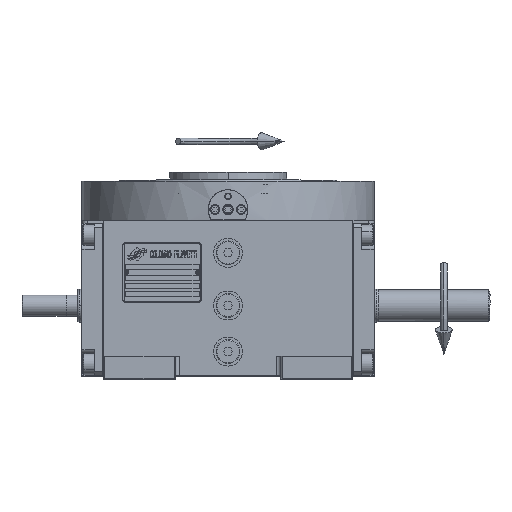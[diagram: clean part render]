
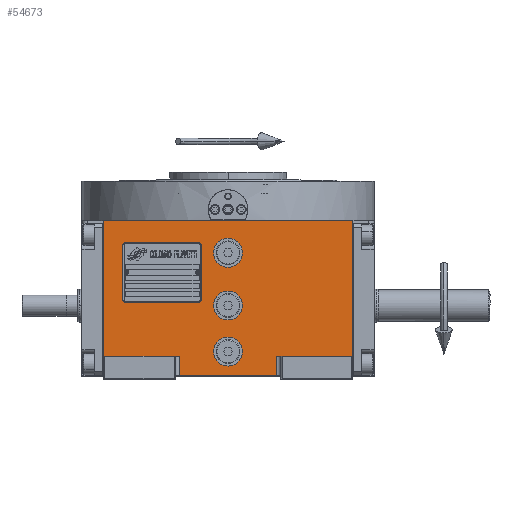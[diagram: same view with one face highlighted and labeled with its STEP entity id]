
A CAD part, top view. The second image highlights one B-rep face of the part: STEP entity #54673.
In plain terms, the highlighted planar face has unit normal (0, 0, 1).
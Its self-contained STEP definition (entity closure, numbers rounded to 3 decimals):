
#104 = ORIENTED_EDGE ( 'NONE', *, *, #66320, .F. ) ;
#155 = CARTESIAN_POINT ( 'NONE',  ( -11., 40., 163.5 ) ) ;
#325 = CARTESIAN_POINT ( 'NONE',  ( -11., 0., 163.5 ) ) ;
#694 = ORIENTED_EDGE ( 'NONE', *, *, #22063, .T. ) ;
#1441 = DIRECTION ( 'NONE',  ( 1., 0., 0. ) ) ;
#1644 = DIRECTION ( 'NONE',  ( -1., 0., 0. ) ) ;
#2253 = FACE_BOUND ( 'NONE', #15785, .T. ) ;
#5546 = CARTESIAN_POINT ( 'NONE',  ( 0., 0., 163.5 ) ) ;
#5563 = AXIS2_PLACEMENT_3D ( 'NONE', #59179, #37968, #1441 ) ;
#5566 = DIRECTION ( 'NONE',  ( 1., 0., 0. ) ) ;
#5842 = VERTEX_POINT ( 'NONE', #57722 ) ;
#7471 = CARTESIAN_POINT ( 'NONE',  ( 37., -53.5, 163.5 ) ) ;
#7634 = DIRECTION ( 'NONE',  ( 1., 0., 0. ) ) ;
#7796 = EDGE_LOOP ( 'NONE', ( #56791, #13766 ) ) ;
#7996 = EDGE_CURVE ( 'NONE', #38247, #35655, #66844, .T. ) ;
#9172 = CARTESIAN_POINT ( 'NONE',  ( -94.5, -53.5, 163.5 ) ) ;
#9354 = AXIS2_PLACEMENT_3D ( 'NONE', #18315, #12418, #1644 ) ;
#9607 = DIRECTION ( 'NONE',  ( 1., 0., 0. ) ) ;
#9773 = DIRECTION ( 'NONE',  ( 0., 0., 1. ) ) ;
#9810 = CARTESIAN_POINT ( 'NONE',  ( -94.5, -38.5, 163.5 ) ) ;
#11302 = EDGE_CURVE ( 'NONE', #24460, #35655, #25300, .T. ) ;
#11585 = CARTESIAN_POINT ( 'NONE',  ( -11., -35., 163.5 ) ) ;
#11616 = AXIS2_PLACEMENT_3D ( 'NONE', #9172, #67226, #25176 ) ;
#12418 = DIRECTION ( 'NONE',  ( 0., 0., 1. ) ) ;
#13510 = VERTEX_POINT ( 'NONE', #9810 ) ;
#13626 = AXIS2_PLACEMENT_3D ( 'NONE', #51524, #46344, #67535 ) ;
#13766 = ORIENTED_EDGE ( 'NONE', *, *, #22320, .F. ) ;
#13790 = ORIENTED_EDGE ( 'NONE', *, *, #49981, .T. ) ;
#14428 = CARTESIAN_POINT ( 'NONE',  ( 37., -38.5, 163.5 ) ) ;
#14686 = VERTEX_POINT ( 'NONE', #68184 ) ;
#15785 = EDGE_LOOP ( 'NONE', ( #104, #48755 ) ) ;
#15886 = VECTOR ( 'NONE', #46511, 1000. ) ;
#16277 = AXIS2_PLACEMENT_3D ( 'NONE', #47405, #30729, #68595 ) ;
#16328 = EDGE_CURVE ( 'NONE', #58453, #36598, #68346, .T. ) ;
#16781 = AXIS2_PLACEMENT_3D ( 'NONE', #26778, #9773, #5566 ) ;
#17899 = DIRECTION ( 'NONE',  ( 0., 1., 0. ) ) ;
#18050 = LINE ( 'NONE', #39268, #27126 ) ;
#18315 = CARTESIAN_POINT ( 'NONE',  ( 0., -35., 163.5 ) ) ;
#19103 = EDGE_CURVE ( 'NONE', #13510, #38247, #29616, .T. ) ;
#19931 = CARTESIAN_POINT ( 'NONE',  ( 37., -38.5, 163.5 ) ) ;
#21301 = LINE ( 'NONE', #19931, #33579 ) ;
#22063 = EDGE_CURVE ( 'NONE', #42016, #39848, #18050, .T. ) ;
#22320 = EDGE_CURVE ( 'NONE', #63383, #5842, #23799, .T. ) ;
#22896 = VECTOR ( 'NONE', #56468, 1000. ) ;
#23002 = ORIENTED_EDGE ( 'NONE', *, *, #39676, .T. ) ;
#23352 = EDGE_LOOP ( 'NONE', ( #694, #64020, #13790, #48852, #61053, #58463, #23002, #53185 ) ) ;
#23458 = FACE_OUTER_BOUND ( 'NONE', #23352, .T. ) ;
#23799 = CIRCLE ( 'NONE', #9354, 11. ) ;
#24460 = VERTEX_POINT ( 'NONE', #54020 ) ;
#25176 = DIRECTION ( 'NONE',  ( 1., 0., 0. ) ) ;
#25300 = LINE ( 'NONE', #66330, #15886 ) ;
#25710 = VERTEX_POINT ( 'NONE', #155 ) ;
#26204 = VECTOR ( 'NONE', #17899, 1000. ) ;
#26778 = CARTESIAN_POINT ( 'NONE',  ( 0., 0., 163.5 ) ) ;
#27126 = VECTOR ( 'NONE', #7634, 1000. ) ;
#27399 = CIRCLE ( 'NONE', #16277, 11. ) ;
#29308 = EDGE_CURVE ( 'NONE', #36598, #58453, #50060, .T. ) ;
#29616 = LINE ( 'NONE', #35189, #34074 ) ;
#30003 = VECTOR ( 'NONE', #39846, 1000. ) ;
#30729 = DIRECTION ( 'NONE',  ( 0., 0., 1. ) ) ;
#31576 = CARTESIAN_POINT ( 'NONE',  ( -37., -38.5, 163.5 ) ) ;
#33579 = VECTOR ( 'NONE', #47038, 1000. ) ;
#34074 = VECTOR ( 'NONE', #56409, 1000. ) ;
#35189 = CARTESIAN_POINT ( 'NONE',  ( -94.5, -38.5, 163.5 ) ) ;
#35655 = VERTEX_POINT ( 'NONE', #47455 ) ;
#35714 = VERTEX_POINT ( 'NONE', #68648 ) ;
#36598 = VERTEX_POINT ( 'NONE', #67443 ) ;
#37968 = DIRECTION ( 'NONE',  ( 0., 0., 1. ) ) ;
#38247 = VERTEX_POINT ( 'NONE', #68322 ) ;
#38401 = AXIS2_PLACEMENT_3D ( 'NONE', #5546, #53514, #62942 ) ;
#38770 = EDGE_CURVE ( 'NONE', #5842, #63383, #27399, .T. ) ;
#39268 = CARTESIAN_POINT ( 'NONE',  ( -37., -53.5, 163.5 ) ) ;
#39464 = FACE_BOUND ( 'NONE', #52440, .T. ) ;
#39676 = EDGE_CURVE ( 'NONE', #13510, #61272, #62451, .T. ) ;
#39725 = EDGE_CURVE ( 'NONE', #42016, #61272, #65513, .T. ) ;
#39846 = DIRECTION ( 'NONE',  ( 0., -1., 0. ) ) ;
#39848 = VERTEX_POINT ( 'NONE', #7471 ) ;
#42016 = VERTEX_POINT ( 'NONE', #54869 ) ;
#43993 = EDGE_CURVE ( 'NONE', #14686, #39848, #51612, .T. ) ;
#44659 = PLANE ( 'NONE',  #11616 ) ;
#46344 = DIRECTION ( 'NONE',  ( 0., 0., 1. ) ) ;
#46511 = DIRECTION ( 'NONE',  ( 0., 1., 0. ) ) ;
#47038 = DIRECTION ( 'NONE',  ( 1., 0., 0. ) ) ;
#47405 = CARTESIAN_POINT ( 'NONE',  ( 0., -35., 163.5 ) ) ;
#47455 = CARTESIAN_POINT ( 'NONE',  ( 94.5, 64.5, 163.5 ) ) ;
#47494 = EDGE_CURVE ( 'NONE', #25710, #35714, #66917, .T. ) ;
#48308 = ORIENTED_EDGE ( 'NONE', *, *, #29308, .F. ) ;
#48755 = ORIENTED_EDGE ( 'NONE', *, *, #47494, .F. ) ;
#48852 = ORIENTED_EDGE ( 'NONE', *, *, #11302, .T. ) ;
#49876 = FACE_BOUND ( 'NONE', #7796, .T. ) ;
#49981 = EDGE_CURVE ( 'NONE', #14686, #24460, #21301, .T. ) ;
#50060 = CIRCLE ( 'NONE', #16781, 11. ) ;
#51524 = CARTESIAN_POINT ( 'NONE',  ( 0., 40., 163.5 ) ) ;
#51538 = CARTESIAN_POINT ( 'NONE',  ( -94.5, 64.5, 163.5 ) ) ;
#51612 = LINE ( 'NONE', #14428, #30003 ) ;
#51751 = ORIENTED_EDGE ( 'NONE', *, *, #16328, .F. ) ;
#52440 = EDGE_LOOP ( 'NONE', ( #48308, #51751 ) ) ;
#53185 = ORIENTED_EDGE ( 'NONE', *, *, #39725, .F. ) ;
#53514 = DIRECTION ( 'NONE',  ( 0., 0., 1. ) ) ;
#53726 = CARTESIAN_POINT ( 'NONE',  ( -37., -53.5, 163.5 ) ) ;
#54020 = CARTESIAN_POINT ( 'NONE',  ( 94.5, -38.5, 163.5 ) ) ;
#54673 = ADVANCED_FACE ( 'NONE', ( #39464, #49876, #2253, #23458 ), #44659, .T. ) ;
#54869 = CARTESIAN_POINT ( 'NONE',  ( -37., -53.5, 163.5 ) ) ;
#56409 = DIRECTION ( 'NONE',  ( 0., 1., 0. ) ) ;
#56468 = DIRECTION ( 'NONE',  ( 1., 0., 0. ) ) ;
#56652 = CIRCLE ( 'NONE', #5563, 11. ) ;
#56791 = ORIENTED_EDGE ( 'NONE', *, *, #38770, .F. ) ;
#57247 = CARTESIAN_POINT ( 'NONE',  ( -94.5, -38.5, 163.5 ) ) ;
#57722 = CARTESIAN_POINT ( 'NONE',  ( 11., -35., 163.5 ) ) ;
#58453 = VERTEX_POINT ( 'NONE', #325 ) ;
#58463 = ORIENTED_EDGE ( 'NONE', *, *, #19103, .F. ) ;
#59179 = CARTESIAN_POINT ( 'NONE',  ( 0., 40., 163.5 ) ) ;
#61053 = ORIENTED_EDGE ( 'NONE', *, *, #7996, .F. ) ;
#61272 = VERTEX_POINT ( 'NONE', #31576 ) ;
#61742 = VECTOR ( 'NONE', #9607, 1000. ) ;
#62451 = LINE ( 'NONE', #57247, #61742 ) ;
#62942 = DIRECTION ( 'NONE',  ( -1., 0., 0. ) ) ;
#63383 = VERTEX_POINT ( 'NONE', #11585 ) ;
#64020 = ORIENTED_EDGE ( 'NONE', *, *, #43993, .F. ) ;
#65513 = LINE ( 'NONE', #53726, #26204 ) ;
#66320 = EDGE_CURVE ( 'NONE', #35714, #25710, #56652, .T. ) ;
#66330 = CARTESIAN_POINT ( 'NONE',  ( 94.5, -38.5, 163.5 ) ) ;
#66844 = LINE ( 'NONE', #51538, #22896 ) ;
#66917 = CIRCLE ( 'NONE', #13626, 11. ) ;
#67226 = DIRECTION ( 'NONE',  ( 0., 0., 1. ) ) ;
#67443 = CARTESIAN_POINT ( 'NONE',  ( 11., 0., 163.5 ) ) ;
#67535 = DIRECTION ( 'NONE',  ( -1., 0., 0. ) ) ;
#68184 = CARTESIAN_POINT ( 'NONE',  ( 37., -38.5, 163.5 ) ) ;
#68322 = CARTESIAN_POINT ( 'NONE',  ( -94.5, 64.5, 163.5 ) ) ;
#68346 = CIRCLE ( 'NONE', #38401, 11. ) ;
#68595 = DIRECTION ( 'NONE',  ( 1., 0., 0. ) ) ;
#68648 = CARTESIAN_POINT ( 'NONE',  ( 11., 40., 163.5 ) ) ;
